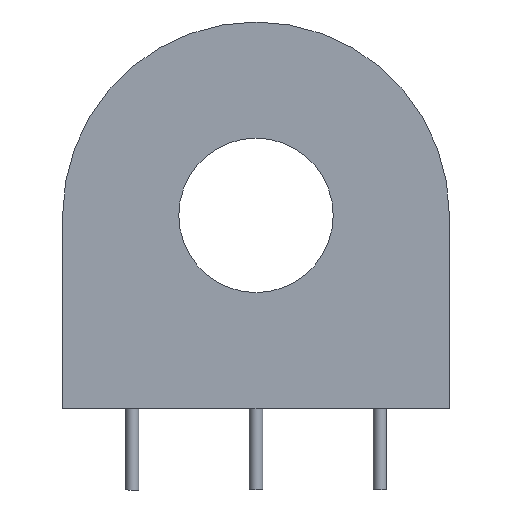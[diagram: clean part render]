
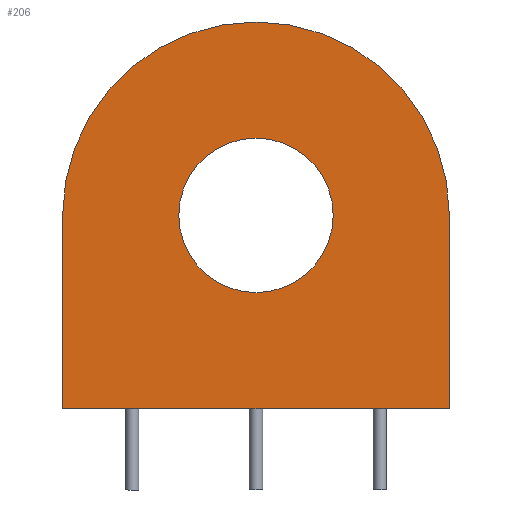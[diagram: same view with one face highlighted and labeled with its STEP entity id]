
A CAD part, left-side view. The second image highlights one B-rep face of the part: STEP entity #206.
In plain terms, the highlighted planar face has unit normal (-1, 0, 0).
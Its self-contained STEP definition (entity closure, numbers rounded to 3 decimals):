
#23=FACE_BOUND('',#62,.T.);
#31=PLANE('',#244);
#44=FACE_OUTER_BOUND('',#61,.T.);
#61=EDGE_LOOP('',(#184,#185,#186,#187));
#62=EDGE_LOOP('',(#188));
#67=LINE('',#344,#81);
#72=LINE('',#358,#86);
#75=LINE('',#363,#89);
#81=VECTOR('',#286,10.);
#86=VECTOR('',#299,10.);
#89=VECTOR('',#304,10.);
#98=CIRCLE('',#236,4.75);
#99=CIRCLE('',#239,11.9);
#108=VERTEX_POINT('',#338);
#109=VERTEX_POINT('',#342);
#110=VERTEX_POINT('',#343);
#113=VERTEX_POINT('',#351);
#115=VERTEX_POINT('',#357);
#128=EDGE_CURVE('',#108,#108,#98,.T.);
#129=EDGE_CURVE('',#109,#110,#67,.T.);
#133=EDGE_CURVE('',#113,#109,#99,.T.);
#136=EDGE_CURVE('',#115,#113,#72,.T.);
#139=EDGE_CURVE('',#110,#115,#75,.T.);
#184=ORIENTED_EDGE('',*,*,#139,.F.);
#185=ORIENTED_EDGE('',*,*,#129,.F.);
#186=ORIENTED_EDGE('',*,*,#133,.F.);
#187=ORIENTED_EDGE('',*,*,#136,.F.);
#188=ORIENTED_EDGE('',*,*,#128,.F.);
#206=ADVANCED_FACE('',(#44,#23),#31,.F.);
#236=AXIS2_PLACEMENT_3D('',#340,#282,#283);
#239=AXIS2_PLACEMENT_3D('',#352,#292,#293);
#244=AXIS2_PLACEMENT_3D('',#366,#308,#309);
#282=DIRECTION('center_axis',(-1.,0.,0.));
#283=DIRECTION('ref_axis',(0.,0.,-1.));
#286=DIRECTION('',(0.,-1.,0.));
#292=DIRECTION('center_axis',(1.,0.,0.));
#293=DIRECTION('ref_axis',(0.,0.,-1.));
#299=DIRECTION('',(0.,1.,0.));
#304=DIRECTION('',(0.,0.,-1.));
#308=DIRECTION('center_axis',(1.,0.,0.));
#309=DIRECTION('ref_axis',(0.,0.,-1.));
#338=CARTESIAN_POINT('',(0.,55.223,22.127));
#340=CARTESIAN_POINT('Origin',(0.,55.223,17.377));
#342=CARTESIAN_POINT('',(0.,55.223,29.277));
#343=CARTESIAN_POINT('',(0.,43.323,29.277));
#344=CARTESIAN_POINT('',(0.,55.223,29.277));
#351=CARTESIAN_POINT('',(0.,55.223,5.477));
#352=CARTESIAN_POINT('Origin',(0.,55.223,17.377));
#357=CARTESIAN_POINT('',(0.,43.323,5.477));
#358=CARTESIAN_POINT('',(0.,43.323,5.477));
#363=CARTESIAN_POINT('',(0.,43.323,29.277));
#366=CARTESIAN_POINT('Origin',(0.,55.223,17.377));
